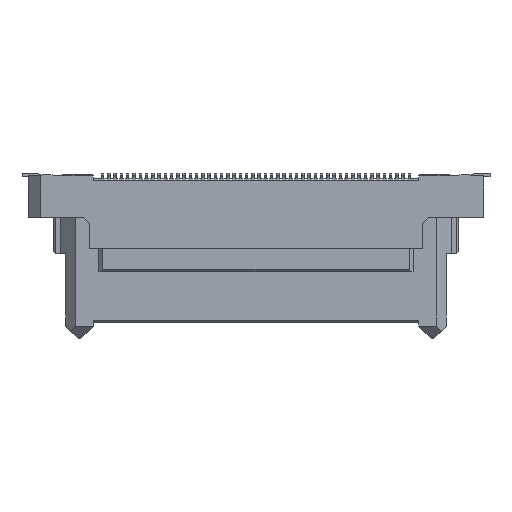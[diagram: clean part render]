
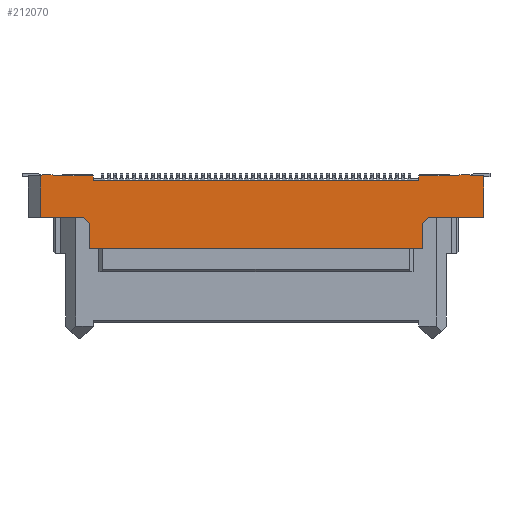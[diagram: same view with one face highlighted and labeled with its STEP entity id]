
A CAD part, front view. The second image highlights one B-rep face of the part: STEP entity #212070.
In plain terms, the highlighted planar face has unit normal (0, -1, 0).
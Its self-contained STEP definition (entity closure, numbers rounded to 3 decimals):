
#280=CARTESIAN_POINT('',(49.54,-94.35,13.5));
#290=VERTEX_POINT('',#280);
#520=CARTESIAN_POINT('',(46.24,-94.35,13.6));
#530=VERTEX_POINT('',#520);
#560=CARTESIAN_POINT('',(53.945,-94.35,13.6));
#570=DIRECTION('',(1.,0.,0.));
#580=VECTOR('',#570,1.);
#590=LINE('',#560,#580);
#600=CARTESIAN_POINT('',(45.49,-94.35,13.6));
#610=VERTEX_POINT('',#600);
#620=EDGE_CURVE('',#610,#530,#590,.T.);
#920=CARTESIAN_POINT('',(46.34,-94.35,13.5));
#930=VERTEX_POINT('',#920);
#960=CARTESIAN_POINT('',(53.945,-94.35,
5.895));
#970=DIRECTION('',(0.707,0.,
-0.707));
#980=VECTOR('',#970,1.);
#990=LINE('',#960,#980);
#1000=EDGE_CURVE('',#530,#930,#990,.T.);
#3480=CARTESIAN_POINT('',(75.54,-94.35,
13.15));
#3490=VERTEX_POINT('',#3480);
#3520=CARTESIAN_POINT('',(54.445,-94.35,
13.15));
#3530=DIRECTION('',(-1.,0.,0.));
#3540=VECTOR('',#3530,1.);
#3550=LINE('',#3520,#3540);
#3560=CARTESIAN_POINT('',(49.54,-94.35,
13.15));
#3570=VERTEX_POINT('',#3560);
#3580=EDGE_CURVE('',#3490,#3570,#3550,.T.);
#91960=CARTESIAN_POINT('',(49.54,-94.35,
3.342));
#91970=DIRECTION('',(0.,0.,1.));
#91980=VECTOR('',#91970,1.);
#91990=LINE('',#91960,#91980);
#92000=EDGE_CURVE('',#3570,#290,#91990,.T.);
#100490=CARTESIAN_POINT('',(49.23,-94.35,10.2));
#100500=DIRECTION('',(0.,0.,-1.));
#100510=VECTOR('',#100500,1.);
#100520=LINE('',#100490,#100510);
#100530=CARTESIAN_POINT('',(49.23,-94.35,
9.7));
#100540=VERTEX_POINT('',#100530);
#100550=CARTESIAN_POINT('',(49.23,-94.35,
7.7));
#100560=VERTEX_POINT('',#100550);
#100570=EDGE_CURVE('',#100540,#100560,#100520,.T.);
#102140=CARTESIAN_POINT('',(45.34,-94.35,10.2));
#102150=VERTEX_POINT('',#102140);
#102180=CARTESIAN_POINT('',(53.945,-94.35,10.2));
#102190=DIRECTION('',(-1.,0.,0.));
#102200=VECTOR('',#102190,1.);
#102210=LINE('',#102180,#102200);
#102220=CARTESIAN_POINT('',(48.73,-94.35,10.2));
#102230=VERTEX_POINT('',#102220);
#102240=EDGE_CURVE('',#102230,#102150,#102210,.T.);
#103930=CARTESIAN_POINT('',(53.945,-94.35,13.5));
#103940=DIRECTION('',(-1.,0.,0.));
#103950=VECTOR('',#103940,1.);
#103960=LINE('',#103930,#103950);
#103970=CARTESIAN_POINT('',(46.94,-94.35,13.5));
#103980=VERTEX_POINT('',#103970);
#103990=EDGE_CURVE('',#103980,#930,#103960,.T.);
#104140=CARTESIAN_POINT('',(45.39,-94.35,13.5));
#104150=VERTEX_POINT('',#104140);
#104180=CARTESIAN_POINT('',(53.945,-94.35,13.5));
#104190=DIRECTION('',(1.,0.,0.));
#104200=VECTOR('',#104190,1.);
#104210=LINE('',#104180,#104200);
#104220=CARTESIAN_POINT('',(45.34,-94.35,13.5));
#104230=VERTEX_POINT('',#104220);
#104240=EDGE_CURVE('',#104230,#104150,#104210,.T.);
#106150=CARTESIAN_POINT('',(-18.025,-94.35,13.5));
#106160=DIRECTION('',(-1.,0.,0.));
#106170=VECTOR('',#106160,1.);
#106180=LINE('',#106150,#106170);
#106190=EDGE_CURVE('',#290,#103980,#106180,.T.);
#110550=CARTESIAN_POINT('',(45.34,-94.35,11.85));
#110560=DIRECTION('',(0.,0.,-1.));
#110570=VECTOR('',#110560,1.);
#110580=LINE('',#110550,#110570);
#110590=EDGE_CURVE('',#104230,#102150,#110580,.T.);
#115500=CARTESIAN_POINT('',(53.945,-94.35,
4.985));
#115510=DIRECTION('',(0.707,0.,
-0.707));
#115520=VECTOR('',#115510,1.);
#115530=LINE('',#115500,#115520);
#115540=EDGE_CURVE('',#102230,#100540,#115530,.T.);
#202090=CARTESIAN_POINT('',(53.92,-94.35,
22.03));
#202100=DIRECTION('',(-0.707,0.,
-0.707));
#202110=VECTOR('',#202100,1.);
#202120=LINE('',#202090,#202110);
#202130=EDGE_CURVE('',#610,#104150,#202120,.T.);
#202280=CARTESIAN_POINT('',(75.85,-94.35,
7.7));
#202290=VERTEX_POINT('',#202280);
#202590=CARTESIAN_POINT('',(41.565,-94.35,
7.7));
#202600=DIRECTION('',(1.,0.,0.));
#202610=VECTOR('',#202600,1.);
#202620=LINE('',#202590,#202610);
#202630=EDGE_CURVE('',#100560,#202290,#202620,.T.);
#211010=CARTESIAN_POINT('',(71.128,-94.35,
-0.93));
#211020=DIRECTION('',(0.,1.,0.));
#211030=DIRECTION('',(1.,0.,0.));
#211040=AXIS2_PLACEMENT_3D('',#211010,#211020,#211030);
#211050=PLANE('',#211040);
#211060=CARTESIAN_POINT('',(75.54,-94.35,
3.242));
#211070=DIRECTION('',(0.,0.,-1.));
#211080=VECTOR('',#211070,1.);
#211090=LINE('',#211060,#211080);
#211100=CARTESIAN_POINT('',(75.54,-94.35,
13.5));
#211110=VERTEX_POINT('',#211100);
#211120=EDGE_CURVE('',#211110,#3490,#211090,.T.);
#211130=ORIENTED_EDGE('',*,*,#211120,.T.);
#211140=CARTESIAN_POINT('',(76.84,-94.35,13.5));
#211150=DIRECTION('',(1.,0.,0.));
#211160=VECTOR('',#211150,1.);
#211170=LINE('',#211140,#211160);
#211180=CARTESIAN_POINT('',(78.14,-94.35,
13.5));
#211190=VERTEX_POINT('',#211180);
#211200=EDGE_CURVE('',#211110,#211190,#211170,.T.);
#211210=ORIENTED_EDGE('',*,*,#211200,.F.);
#211220=CARTESIAN_POINT('',(78.74,-94.35,13.5));
#211230=DIRECTION('',(-1.,0.,0.));
#211240=VECTOR('',#211230,1.);
#211250=LINE('',#211220,#211240);
#211260=CARTESIAN_POINT('',(78.74,-94.35,13.5));
#211270=VERTEX_POINT('',#211260);
#211280=EDGE_CURVE('',#211270,#211190,#211250,.T.);
#211290=ORIENTED_EDGE('',*,*,#211280,.T.);
#211300=CARTESIAN_POINT('',(71.135,-94.35,
5.895));
#211310=DIRECTION('',(-0.707,0.,
-0.707));
#211320=VECTOR('',#211310,1.);
#211330=LINE('',#211300,#211320);
#211340=CARTESIAN_POINT('',(78.84,-94.35,13.6));
#211350=VERTEX_POINT('',#211340);
#211360=EDGE_CURVE('',#211350,#211270,#211330,.T.);
#211370=ORIENTED_EDGE('',*,*,#211360,.T.);
#211380=CARTESIAN_POINT('',(71.135,-94.35,13.6));
#211390=DIRECTION('',(-1.,0.,0.));
#211400=VECTOR('',#211390,1.);
#211410=LINE('',#211380,#211400);
#211420=CARTESIAN_POINT('',(79.59,-94.35,13.6));
#211430=VERTEX_POINT('',#211420);
#211440=EDGE_CURVE('',#211430,#211350,#211410,.T.);
#211450=ORIENTED_EDGE('',*,*,#211440,.T.);
#211460=CARTESIAN_POINT('',(71.16,-94.35,
22.03));
#211470=DIRECTION('',(0.707,0.,
-0.707));
#211480=VECTOR('',#211470,1.);
#211490=LINE('',#211460,#211480);
#211500=CARTESIAN_POINT('',(79.69,-94.35,13.5));
#211510=VERTEX_POINT('',#211500);
#211520=EDGE_CURVE('',#211430,#211510,#211490,.T.);
#211530=ORIENTED_EDGE('',*,*,#211520,.F.);
#211540=CARTESIAN_POINT('',(71.135,-94.35,13.5));
#211550=DIRECTION('',(-1.,0.,0.));
#211560=VECTOR('',#211550,1.);
#211570=LINE('',#211540,#211560);
#211580=CARTESIAN_POINT('',(80.74,-94.35,13.5));
#211590=VERTEX_POINT('',#211580);
#211600=EDGE_CURVE('',#211590,#211510,#211570,.T.);
#211610=ORIENTED_EDGE('',*,*,#211600,.T.);
#211620=CARTESIAN_POINT('',(80.74,-94.35,
10.572));
#211630=DIRECTION('',(0.,0.,-1.));
#211640=VECTOR('',#211630,1.);
#211650=LINE('',#211620,#211640);
#211660=CARTESIAN_POINT('',(80.74,-94.35,
10.2));
#211670=VERTEX_POINT('',#211660);
#211680=EDGE_CURVE('',#211590,#211670,#211650,.T.);
#211690=ORIENTED_EDGE('',*,*,#211680,.F.);
#211700=CARTESIAN_POINT('',(71.135,-94.35,10.2));
#211710=DIRECTION('',(1.,0.,0.));
#211720=VECTOR('',#211710,1.);
#211730=LINE('',#211700,#211720);
#211740=CARTESIAN_POINT('',(76.35,-94.35,
10.2));
#211750=VERTEX_POINT('',#211740);
#211760=EDGE_CURVE('',#211750,#211670,#211730,.T.);
#211770=ORIENTED_EDGE('',*,*,#211760,.T.);
#211780=CARTESIAN_POINT('',(71.135,-94.35,
4.985));
#211790=DIRECTION('',(-0.707,0.,
-0.707));
#211800=VECTOR('',#211790,1.);
#211810=LINE('',#211780,#211800);
#211820=CARTESIAN_POINT('',(75.85,-94.35,
9.7));
#211830=VERTEX_POINT('',#211820);
#211840=EDGE_CURVE('',#211750,#211830,#211810,.T.);
#211850=ORIENTED_EDGE('',*,*,#211840,.F.);
#211860=CARTESIAN_POINT('',(75.85,-94.35,10.2));
#211870=DIRECTION('',(0.,0.,-1.));
#211880=VECTOR('',#211870,1.);
#211890=LINE('',#211860,#211880);
#211900=EDGE_CURVE('',#211830,#202290,#211890,.T.);
#211910=ORIENTED_EDGE('',*,*,#211900,.F.);
#211920=ORIENTED_EDGE('',*,*,#202630,.T.);
#211930=ORIENTED_EDGE('',*,*,#100570,.T.);
#211940=ORIENTED_EDGE('',*,*,#115540,.T.);
#211950=ORIENTED_EDGE('',*,*,#102240,.F.);
#211960=ORIENTED_EDGE('',*,*,#110590,.T.);
#211970=ORIENTED_EDGE('',*,*,#104240,.F.);
#211980=ORIENTED_EDGE('',*,*,#202130,.T.);
#211990=ORIENTED_EDGE('',*,*,#620,.F.);
#212000=ORIENTED_EDGE('',*,*,#1000,.F.);
#212010=ORIENTED_EDGE('',*,*,#103990,.T.);
#212020=ORIENTED_EDGE('',*,*,#106190,.T.);
#212030=ORIENTED_EDGE('',*,*,#92000,.T.);
#212040=ORIENTED_EDGE('',*,*,#3580,.T.);
#212050=EDGE_LOOP('',(#212040,#212030,#212020,#212010,#212000,#211990,
#211980,#211970,#211960,#211950,#211940,#211930,#211920,#211910,#211850,
#211770,#211690,#211610,#211530,#211450,#211370,#211290,#211210,#211130)
);
#212060=FACE_OUTER_BOUND('',#212050,.T.);
#212070=ADVANCED_FACE('',(#212060),#211050,.F.);
